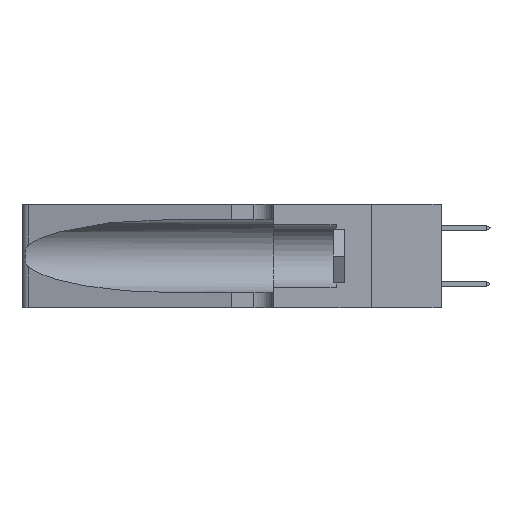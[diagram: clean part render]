
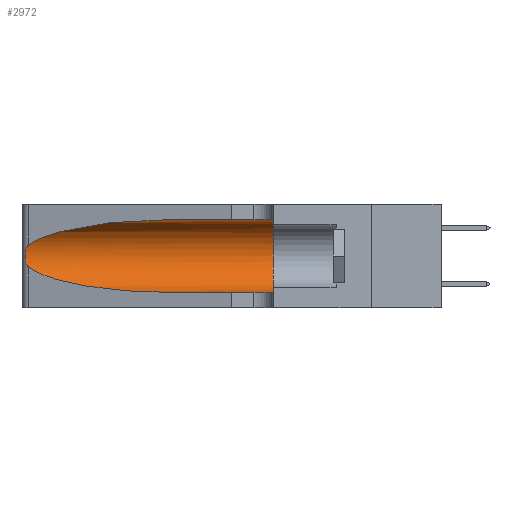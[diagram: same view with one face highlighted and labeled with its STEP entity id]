
A CAD part, left-side view. The second image highlights one B-rep face of the part: STEP entity #2972.
In plain terms, the highlighted cylindrical face has radius 3.308 mm (diameter 6.617 mm), a partial arc.
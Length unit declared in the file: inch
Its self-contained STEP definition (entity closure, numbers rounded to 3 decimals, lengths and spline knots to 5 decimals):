
#524 = EDGE_LOOP ( 'NONE', ( #25604, #2023, #11565, #9442, #3266, #20897 ) ) ;
#702 = B_SPLINE_CURVE_WITH_KNOTS ( 'NONE', 3,
 ( #12800, #26314, #1431, #17370, #3748, #19613, #6036, #21878, #8309, #24139, #10596, #26413, #12899, #28683 ),
 .UNSPECIFIED., .F., .F.,
 ( 4, 2, 2, 2, 2, 2, 4 ),
 ( 0., 0.00027, 0.00053, 0.00107, 0.0016, 0.00187, 0.00214 ),
 .UNSPECIFIED. ) ;
#803 = DIRECTION ( 'NONE',  ( 0., -1., 0. ) ) ;
#1431 = CARTESIAN_POINT ( 'NONE',  ( 0.25639, 1.23184, 0.21858 ) ) ;
#1510 = DIRECTION ( 'NONE',  ( 0., 0., 1. ) ) ;
#2023 = ORIENTED_EDGE ( 'NONE', *, *, #8586, .T. ) ;
#2733 = CARTESIAN_POINT ( 'NONE',  ( 0.1305, 1.61858, 0.185 ) ) ;
#2972 = ADVANCED_FACE ( 'NONE', ( #8558 ), #13928, .F. ) ;
#3266 = ORIENTED_EDGE ( 'NONE', *, *, #24296, .F. ) ;
#3748 = CARTESIAN_POINT ( 'NONE',  ( 0.25854, 1.2359, 0.20912 ) ) ;
#6031 = VECTOR ( 'NONE', #803, 39.37008 ) ;
#6036 = CARTESIAN_POINT ( 'NONE',  ( 0.26075, 1.23896, 0.19203 ) ) ;
#6118 = VERTEX_POINT ( 'NONE', #27270 ) ;
#6649 = EDGE_CURVE ( 'NONE', #15456, #14150, #11328, .T. ) ;
#6746 = VECTOR ( 'NONE', #27203, 39.37008 ) ;
#7342 = CARTESIAN_POINT ( 'NONE',  ( 0.1305, 0.35, 0.31525 ) ) ;
#8309 = CARTESIAN_POINT ( 'NONE',  ( 0.26017, 1.23833, 0.17102 ) ) ;
#8558 = FACE_OUTER_BOUND ( 'NONE', #524, .T. ) ;
#8586 = EDGE_CURVE ( 'NONE', #14150, #6118, #702, .T. ) ;
#9080 = CARTESIAN_POINT ( 'NONE',  ( 0.1305, 1.61858, 0.05475 ) ) ;
#9442 = ORIENTED_EDGE ( 'NONE', *, *, #12824, .T. ) ;
#10596 = CARTESIAN_POINT ( 'NONE',  ( 0.25789, 1.23486, 0.15765 ) ) ;
#11328 =( BOUNDED_CURVE ( )  B_SPLINE_CURVE ( 3, ( #26406, #21873, #17366, #12895 ),
 .UNSPECIFIED., .F., .T. ) 
 B_SPLINE_CURVE_WITH_KNOTS ( ( 4, 4 ),
 ( 1.5708, 2.84003 ),
 .UNSPECIFIED. ) 
 CURVE ( )  GEOMETRIC_REPRESENTATION_ITEM ( )  RATIONAL_B_SPLINE_CURVE ( ( 1., 0.87, 0.87, 1. ) ) 
 REPRESENTATION_ITEM ( '' )  );
#11457 = CARTESIAN_POINT ( 'NONE',  ( 0.1305, 0.72297, 0.31525 ) ) ;
#11565 = ORIENTED_EDGE ( 'NONE', *, *, #28698, .T. ) ;
#11578 = VERTEX_POINT ( 'NONE', #28420 ) ;
#12066 = LINE ( 'NONE', #18947, #6031 ) ;
#12220 = CARTESIAN_POINT ( 'NONE',  ( 0.1305, 0.35, 0.05475 ) ) ;
#12464 = CARTESIAN_POINT ( 'NONE',  ( 0.18966, 0.96281, 0.05475 ) ) ;
#12800 = CARTESIAN_POINT ( 'NONE',  ( 0.25487, 1.22718, 0.22369 ) ) ;
#12804 = LINE ( 'NONE', #9080, #6746 ) ;
#12824 = EDGE_CURVE ( 'NONE', #11578, #19001, #12804, .T. ) ;
#12895 = CARTESIAN_POINT ( 'NONE',  ( 0.25487, 1.22718, 0.22369 ) ) ;
#12899 = CARTESIAN_POINT ( 'NONE',  ( 0.25555, 1.22993, 0.14849 ) ) ;
#13928 = CYLINDRICAL_SURFACE ( 'NONE', #14883, 0.13025 ) ;
#14150 = VERTEX_POINT ( 'NONE', #27135 ) ;
#14883 = AXIS2_PLACEMENT_3D ( 'NONE', #2733, #16369, #25323 ) ;
#15195 = DIRECTION ( 'NONE',  ( 0., 1., 0. ) ) ;
#15456 = VERTEX_POINT ( 'NONE', #11457 ) ;
#16369 = DIRECTION ( 'NONE',  ( 0., -1., 0. ) ) ;
#17366 = CARTESIAN_POINT ( 'NONE',  ( 0.2373, 1.15595, 0.28018 ) ) ;
#17370 = CARTESIAN_POINT ( 'NONE',  ( 0.25787, 1.23484, 0.2124 ) ) ;
#18909 = VERTEX_POINT ( 'NONE', #7342 ) ;
#18947 = CARTESIAN_POINT ( 'NONE',  ( 0.1305, 1.61858, 0.31525 ) ) ;
#19001 = VERTEX_POINT ( 'NONE', #12220 ) ;
#19613 = CARTESIAN_POINT ( 'NONE',  ( 0.26018, 1.23835, 0.19895 ) ) ;
#20897 = ORIENTED_EDGE ( 'NONE', *, *, #21557, .F. ) ;
#21557 = EDGE_CURVE ( 'NONE', #15456, #18909, #12066, .T. ) ;
#21873 = CARTESIAN_POINT ( 'NONE',  ( 0.18966, 0.96281, 0.31525 ) ) ;
#21878 = CARTESIAN_POINT ( 'NONE',  ( 0.26075, 1.23896, 0.178 ) ) ;
#23714 = CARTESIAN_POINT ( 'NONE',  ( 0.25487, 1.22718, 0.14631 ) ) ;
#24139 = CARTESIAN_POINT ( 'NONE',  ( 0.25856, 1.23593, 0.16098 ) ) ;
#24296 = EDGE_CURVE ( 'NONE', #18909, #19001, #26388, .T. ) ;
#25323 = DIRECTION ( 'NONE',  ( 0., 0., -1. ) ) ;
#25604 = ORIENTED_EDGE ( 'NONE', *, *, #6649, .T. ) ;
#25825 =( BOUNDED_CURVE ( )  B_SPLINE_CURVE ( 3, ( #23714, #26001, #12464, #28259 ),
 .UNSPECIFIED., .F., .T. ) 
 B_SPLINE_CURVE_WITH_KNOTS ( ( 4, 4 ),
 ( 3.44316, 4.71239 ),
 .UNSPECIFIED. ) 
 CURVE ( )  GEOMETRIC_REPRESENTATION_ITEM ( )  RATIONAL_B_SPLINE_CURVE ( ( 1., 0.87, 0.87, 1. ) ) 
 REPRESENTATION_ITEM ( '' )  );
#26001 = CARTESIAN_POINT ( 'NONE',  ( 0.2373, 1.15595, 0.08982 ) ) ;
#26314 = CARTESIAN_POINT ( 'NONE',  ( 0.25555, 1.22994, 0.2215 ) ) ;
#26388 = CIRCLE ( 'NONE', #26429, 0.13025 ) ;
#26406 = CARTESIAN_POINT ( 'NONE',  ( 0.1305, 0.72297, 0.31525 ) ) ;
#26413 = CARTESIAN_POINT ( 'NONE',  ( 0.25639, 1.23186, 0.15144 ) ) ;
#26429 = AXIS2_PLACEMENT_3D ( 'NONE', #28668, #15195, #1510 ) ;
#27135 = CARTESIAN_POINT ( 'NONE',  ( 0.25487, 1.22718, 0.22369 ) ) ;
#27203 = DIRECTION ( 'NONE',  ( 0., -1., 0. ) ) ;
#27270 = CARTESIAN_POINT ( 'NONE',  ( 0.25487, 1.22718, 0.14631 ) ) ;
#28259 = CARTESIAN_POINT ( 'NONE',  ( 0.1305, 0.72297, 0.05475 ) ) ;
#28420 = CARTESIAN_POINT ( 'NONE',  ( 0.1305, 0.72297, 0.05475 ) ) ;
#28668 = CARTESIAN_POINT ( 'NONE',  ( 0.1305, 0.35, 0.185 ) ) ;
#28683 = CARTESIAN_POINT ( 'NONE',  ( 0.25487, 1.22718, 0.14631 ) ) ;
#28698 = EDGE_CURVE ( 'NONE', #6118, #11578, #25825, .T. ) ;
